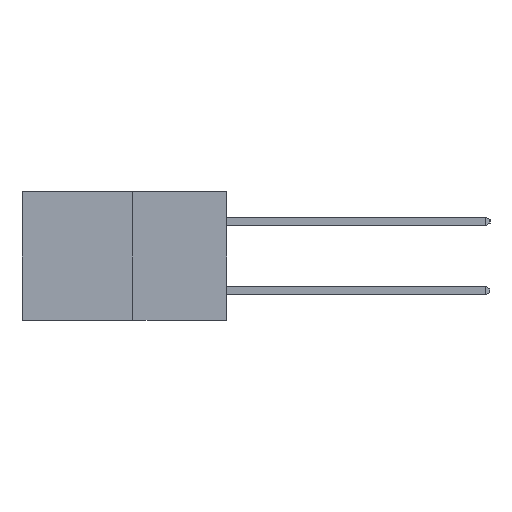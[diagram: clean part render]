
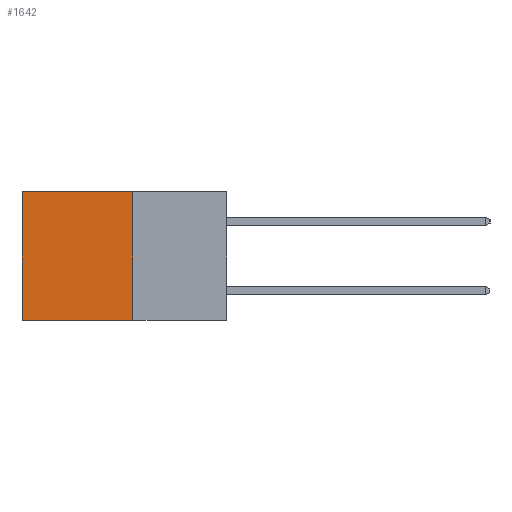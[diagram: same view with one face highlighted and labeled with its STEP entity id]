
A CAD part, left-side view. The second image highlights one B-rep face of the part: STEP entity #1642.
In plain terms, the highlighted planar face has unit normal (-1, 0, 0).
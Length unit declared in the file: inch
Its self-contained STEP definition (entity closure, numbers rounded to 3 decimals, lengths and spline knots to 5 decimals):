
#470 = CARTESIAN_POINT ( 'NONE',  ( 0.277, 0.59, -0.37 ) ) ;
#734 = EDGE_CURVE ( 'NONE', #6282, #13217, #12104, .T. ) ;
#786 = VECTOR ( 'NONE', #12552, 39.37008 ) ;
#1182 = ORIENTED_EDGE ( 'NONE', *, *, #27525, .F. ) ;
#1520 = ORIENTED_EDGE ( 'NONE', *, *, #24342, .T. ) ;
#1642 = ADVANCED_FACE ( 'NONE', ( #7125 ), #16013, .F. ) ;
#1858 = EDGE_CURVE ( 'NONE', #6282, #29990, #1864, .T. ) ;
#1864 = LINE ( 'NONE', #6244, #20116 ) ;
#5596 = ORIENTED_EDGE ( 'NONE', *, *, #734, .F. ) ;
#6244 = CARTESIAN_POINT ( 'NONE',  ( 0.277, 0.27, 0. ) ) ;
#6282 = VERTEX_POINT ( 'NONE', #18890 ) ;
#6696 = DIRECTION ( 'NONE',  ( 0., 0., -1. ) ) ;
#7125 = FACE_OUTER_BOUND ( 'NONE', #26309, .T. ) ;
#7681 = VECTOR ( 'NONE', #29071, 39.37008 ) ;
#7939 = CARTESIAN_POINT ( 'NONE',  ( 0.277, 0.27, -0.37 ) ) ;
#9518 = VERTEX_POINT ( 'NONE', #470 ) ;
#11582 = DIRECTION ( 'NONE',  ( 1., 0., 0. ) ) ;
#12104 = LINE ( 'NONE', #14055, #786 ) ;
#12552 = DIRECTION ( 'NONE',  ( 0., 0., -1. ) ) ;
#13217 = VERTEX_POINT ( 'NONE', #28245 ) ;
#13369 = CARTESIAN_POINT ( 'NONE',  ( 0.277, 0.59, 0. ) ) ;
#13566 = AXIS2_PLACEMENT_3D ( 'NONE', #15844, #11582, #6696 ) ;
#13819 = CARTESIAN_POINT ( 'NONE',  ( 0.277, 0.59, -0.37 ) ) ;
#14055 = CARTESIAN_POINT ( 'NONE',  ( 0.277, 0.27, -0.37 ) ) ;
#15844 = CARTESIAN_POINT ( 'NONE',  ( 0.277, 0.27, -0.37 ) ) ;
#16013 = PLANE ( 'NONE',  #13566 ) ;
#18890 = CARTESIAN_POINT ( 'NONE',  ( 0.277, 0.27, 0. ) ) ;
#20116 = VECTOR ( 'NONE', #23048, 39.37008 ) ;
#21522 = LINE ( 'NONE', #13819, #27731 ) ;
#21732 = LINE ( 'NONE', #7939, #7681 ) ;
#23048 = DIRECTION ( 'NONE',  ( 0., 1., 0. ) ) ;
#24342 = EDGE_CURVE ( 'NONE', #29990, #9518, #21522, .T. ) ;
#26309 = EDGE_LOOP ( 'NONE', ( #1520, #1182, #5596, #29913 ) ) ;
#27525 = EDGE_CURVE ( 'NONE', #13217, #9518, #21732, .T. ) ;
#27731 = VECTOR ( 'NONE', #30053, 39.37008 ) ;
#28245 = CARTESIAN_POINT ( 'NONE',  ( 0.277, 0.27, -0.37 ) ) ;
#29071 = DIRECTION ( 'NONE',  ( 0., 1., 0. ) ) ;
#29913 = ORIENTED_EDGE ( 'NONE', *, *, #1858, .T. ) ;
#29990 = VERTEX_POINT ( 'NONE', #13369 ) ;
#30053 = DIRECTION ( 'NONE',  ( 0., 0., -1. ) ) ;
